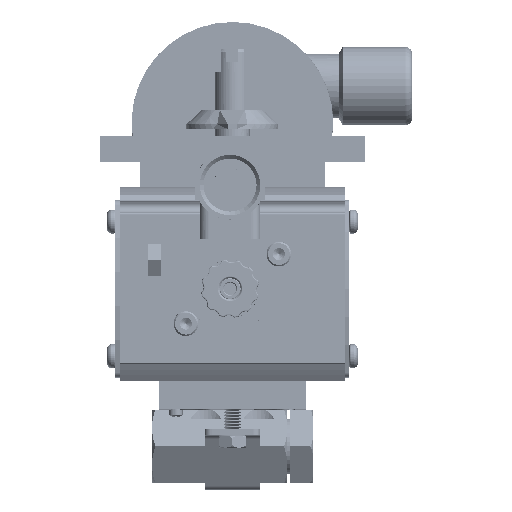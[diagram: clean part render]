
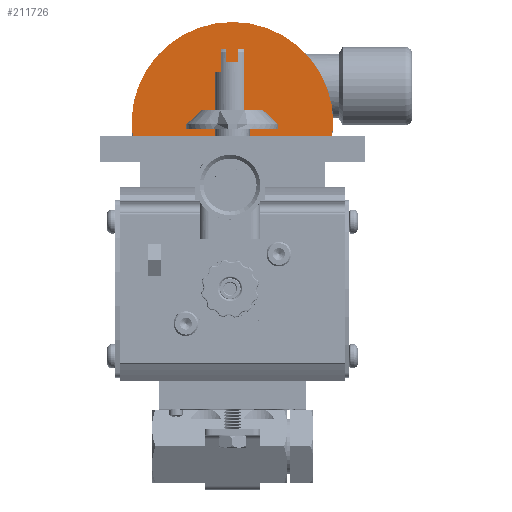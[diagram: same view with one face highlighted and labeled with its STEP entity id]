
A CAD part, top view. The second image highlights one B-rep face of the part: STEP entity #211726.
In plain terms, the highlighted planar face has unit normal (0, 0, 1).
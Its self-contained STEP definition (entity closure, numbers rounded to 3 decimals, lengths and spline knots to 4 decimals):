
#613 = CARTESIAN_POINT ( 'NONE',  ( 0.5913, 3.861, -1.29 ) ) ;
#3010 = AXIS2_PLACEMENT_3D ( 'NONE', #60133, #181859, #77643 ) ;
#11311 = EDGE_CURVE ( 'NONE', #29735, #47655, #76606, .T. ) ;
#15582 = VERTEX_POINT ( 'NONE', #176295 ) ;
#15675 = CARTESIAN_POINT ( 'NONE',  ( -0.3435, 3.861, -1.29 ) ) ;
#16135 = CARTESIAN_POINT ( 'NONE',  ( -1.367, 4.391, -1.29 ) ) ;
#16797 = CIRCLE ( 'NONE', #143176, 0.2478 ) ;
#17570 = EDGE_CURVE ( 'NONE', #47655, #29735, #16797, .T. ) ;
#19979 = CIRCLE ( 'NONE', #3010, 1.3675 ) ;
#20835 = FACE_BOUND ( 'NONE', #104724, .T. ) ;
#23097 = CIRCLE ( 'NONE', #196510, 0.2478 ) ;
#24148 = DIRECTION ( 'NONE',  ( 0., 0., 1. ) ) ;
#29735 = VERTEX_POINT ( 'NONE', #180129 ) ;
#33212 = DIRECTION ( 'NONE',  ( 1., 0., 0. ) ) ;
#34562 = AXIS2_PLACEMENT_3D ( 'NONE', #128415, #24148, #145891 ) ;
#40357 = AXIS2_PLACEMENT_3D ( 'NONE', #51412, #208164, #103899 ) ;
#47655 = VERTEX_POINT ( 'NONE', #195106 ) ;
#51412 = CARTESIAN_POINT ( 'NONE',  ( 0.0005, 4.391, -1.29 ) ) ;
#56886 = EDGE_LOOP ( 'NONE', ( #213319, #180849 ) ) ;
#59090 = AXIS2_PLACEMENT_3D ( 'NONE', #93651, #215351, #111086 ) ;
#60133 = CARTESIAN_POINT ( 'NONE',  ( 0.0005, 4.391, -1.29 ) ) ;
#67184 = FACE_OUTER_BOUND ( 'NONE', #114138, .T. ) ;
#72207 = ORIENTED_EDGE ( 'NONE', *, *, #221941, .F. ) ;
#76606 = CIRCLE ( 'NONE', #34562, 0.2478 ) ;
#76957 = VERTEX_POINT ( 'NONE', #16135 ) ;
#77643 = DIRECTION ( 'NONE',  ( 1., 0., 0. ) ) ;
#85869 = CARTESIAN_POINT ( 'NONE',  ( 0.3435, 3.861, -1.29 ) ) ;
#93651 = CARTESIAN_POINT ( 'NONE',  ( 0.3435, 3.861, -1.29 ) ) ;
#99905 = EDGE_CURVE ( 'NONE', #149348, #121570, #23097, .T. ) ;
#102687 = DIRECTION ( 'NONE',  ( 0., 0., -1. ) ) ;
#103309 = DIRECTION ( 'NONE',  ( 1., 0., 0. ) ) ;
#103899 = DIRECTION ( 'NONE',  ( 1., 0., 0. ) ) ;
#104724 = EDGE_LOOP ( 'NONE', ( #188871, #146718 ) ) ;
#111086 = DIRECTION ( 'NONE',  ( 1., 0., 0. ) ) ;
#114138 = EDGE_LOOP ( 'NONE', ( #72207, #149179 ) ) ;
#121570 = VERTEX_POINT ( 'NONE', #123063 ) ;
#123063 = CARTESIAN_POINT ( 'NONE',  ( 0.0958, 3.861, -1.29 ) ) ;
#128415 = CARTESIAN_POINT ( 'NONE',  ( -0.3435, 3.861, -1.29 ) ) ;
#137383 = DIRECTION ( 'NONE',  ( 0., 0., 1. ) ) ;
#142778 = CIRCLE ( 'NONE', #205053, 1.3675 ) ;
#143176 = AXIS2_PLACEMENT_3D ( 'NONE', #15675, #137383, #33212 ) ;
#145891 = DIRECTION ( 'NONE',  ( 1., 0., 0. ) ) ;
#146718 = ORIENTED_EDGE ( 'NONE', *, *, #220534, .F. ) ;
#149179 = ORIENTED_EDGE ( 'NONE', *, *, #204408, .F. ) ;
#149348 = VERTEX_POINT ( 'NONE', #613 ) ;
#162217 = CIRCLE ( 'NONE', #59090, 0.2478 ) ;
#176295 = CARTESIAN_POINT ( 'NONE',  ( 1.368, 4.391, -1.29 ) ) ;
#180129 = CARTESIAN_POINT ( 'NONE',  ( -0.0957, 3.861, -1.29 ) ) ;
#180849 = ORIENTED_EDGE ( 'NONE', *, *, #17570, .F. ) ;
#181859 = DIRECTION ( 'NONE',  ( 0., 0., -1. ) ) ;
#188871 = ORIENTED_EDGE ( 'NONE', *, *, #99905, .F. ) ;
#195106 = CARTESIAN_POINT ( 'NONE',  ( -0.5912, 3.861, -1.29 ) ) ;
#196510 = AXIS2_PLACEMENT_3D ( 'NONE', #85869, #207584, #103309 ) ;
#200569 = FACE_BOUND ( 'NONE', #56886, .T. ) ;
#204408 = EDGE_CURVE ( 'NONE', #15582, #76957, #19979, .T. ) ;
#205053 = AXIS2_PLACEMENT_3D ( 'NONE', #206956, #102687, #224511 ) ;
#206956 = CARTESIAN_POINT ( 'NONE',  ( 0.0005, 4.391, -1.29 ) ) ;
#207415 = PLANE ( 'NONE',  #40357 ) ;
#207584 = DIRECTION ( 'NONE',  ( 0., 0., 1. ) ) ;
#208164 = DIRECTION ( 'NONE',  ( 0., 0., -1. ) ) ;
#211726 = ADVANCED_FACE ( 'NONE', ( #67184, #20835, #200569 ), #207415, .F. ) ;
#213319 = ORIENTED_EDGE ( 'NONE', *, *, #11311, .F. ) ;
#215351 = DIRECTION ( 'NONE',  ( 0., 0., 1. ) ) ;
#220534 = EDGE_CURVE ( 'NONE', #121570, #149348, #162217, .T. ) ;
#221941 = EDGE_CURVE ( 'NONE', #76957, #15582, #142778, .T. ) ;
#224511 = DIRECTION ( 'NONE',  ( 1., 0., 0. ) ) ;
